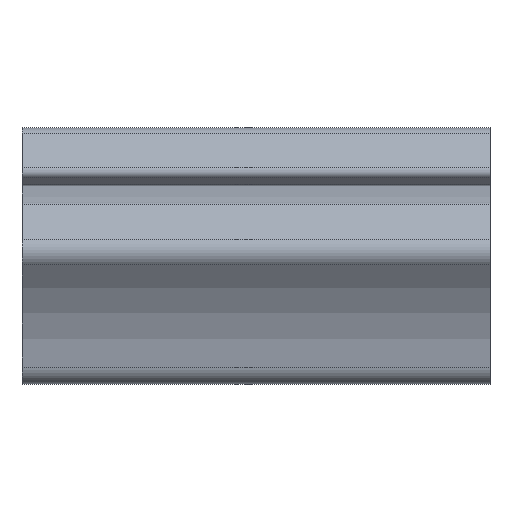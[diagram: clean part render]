
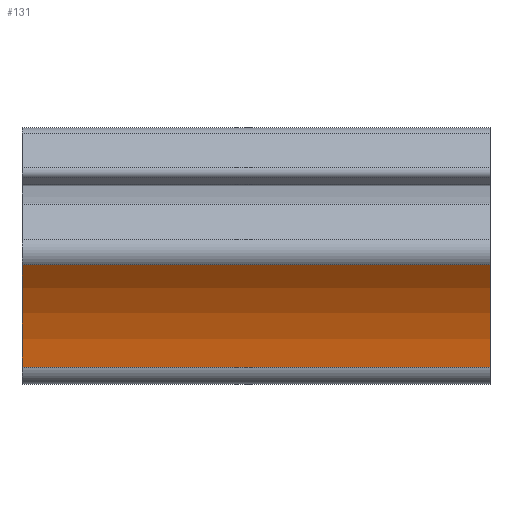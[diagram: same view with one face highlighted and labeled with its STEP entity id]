
A CAD part, left-side view. The second image highlights one B-rep face of the part: STEP entity #131.
In plain terms, the highlighted cylindrical face has radius 40 mm (diameter 80 mm), a partial arc.
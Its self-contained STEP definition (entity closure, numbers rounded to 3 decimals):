
#131 = ADVANCED_FACE( '', ( #293 ), #294, .F. );
#293 = FACE_OUTER_BOUND( '', #484, .T. );
#294 = CYLINDRICAL_SURFACE( '', #485, 40. );
#484 = EDGE_LOOP( '', ( #839, #840, #841, #842 ) );
#485 = AXIS2_PLACEMENT_3D( '', #843, #844, #845 );
#839 = ORIENTED_EDGE( '', *, *, #1292, .T. );
#840 = ORIENTED_EDGE( '', *, *, #1263, .F. );
#841 = ORIENTED_EDGE( '', *, *, #1310, .F. );
#842 = ORIENTED_EDGE( '', *, *, #1271, .T. );
#843 = CARTESIAN_POINT( '', ( -54.853, 100., -27.419 ) );
#844 = DIRECTION( '', ( 0., 1., 0. ) );
#845 = DIRECTION( '', ( 0., 0., -1. ) );
#1263 = EDGE_CURVE( '', #1554, #1552, #1556, .T. );
#1271 = EDGE_CURVE( '', #1570, #1568, #1571, .T. );
#1292 = EDGE_CURVE( '', #1568, #1552, #1604, .T. );
#1310 = EDGE_CURVE( '', #1570, #1554, #1632, .T. );
#1552 = VERTEX_POINT( '', #1940 );
#1554 = VERTEX_POINT( '', #1942 );
#1556 = LINE( '', #1944, #1945 );
#1568 = VERTEX_POINT( '', #1959 );
#1570 = VERTEX_POINT( '', #1961 );
#1571 = LINE( '', #1962, #1963 );
#1604 = CIRCLE( '', #2000, 40. );
#1632 = CIRCLE( '', #2032, 40. );
#1940 = CARTESIAN_POINT( '', ( -24.115, 0., -1.823 ) );
#1942 = CARTESIAN_POINT( '', ( -24.115, 100., -1.823 ) );
#1944 = CARTESIAN_POINT( '', ( -24.115, 100., -1.823 ) );
#1945 = VECTOR( '', #2297, 1000. );
#1959 = CARTESIAN_POINT( '', ( -15.019, 0., -23.782 ) );
#1961 = CARTESIAN_POINT( '', ( -15.019, 100., -23.782 ) );
#1962 = CARTESIAN_POINT( '', ( -15.019, 100., -23.782 ) );
#1963 = VECTOR( '', #2309, 1000. );
#2000 = AXIS2_PLACEMENT_3D( '', #2359, #2360, #2361 );
#2032 = AXIS2_PLACEMENT_3D( '', #2402, #2403, #2404 );
#2297 = DIRECTION( '', ( 0., -1., 0. ) );
#2309 = DIRECTION( '', ( 0., -1., 0. ) );
#2359 = CARTESIAN_POINT( '', ( -54.853, 0., -27.419 ) );
#2360 = DIRECTION( '', ( 0., -1., 0. ) );
#2361 = DIRECTION( '', ( 1., 0., 0. ) );
#2402 = CARTESIAN_POINT( '', ( -54.853, 100., -27.419 ) );
#2403 = DIRECTION( '', ( 0., -1., 0. ) );
#2404 = DIRECTION( '', ( 1., 0., 0. ) );
